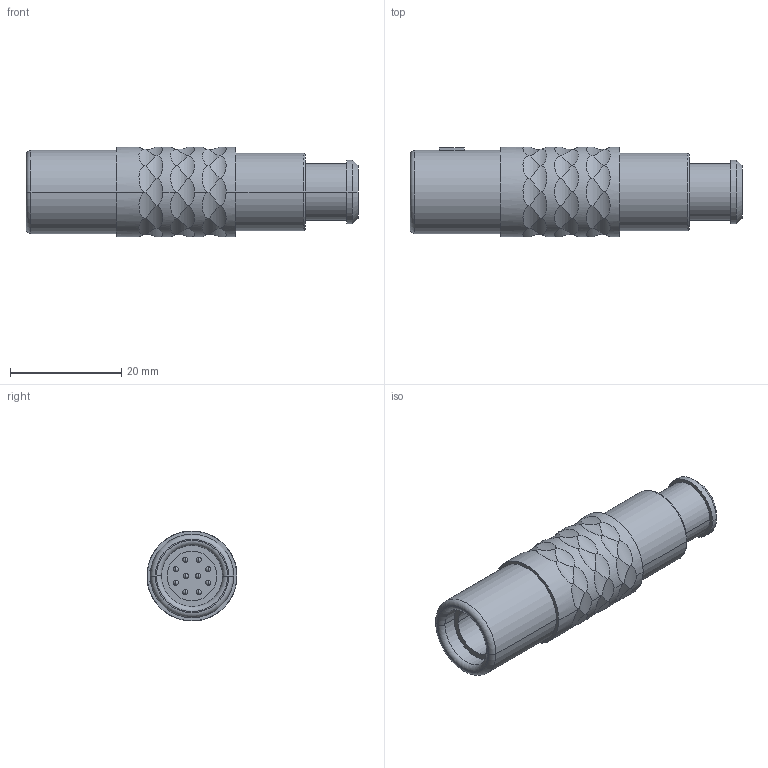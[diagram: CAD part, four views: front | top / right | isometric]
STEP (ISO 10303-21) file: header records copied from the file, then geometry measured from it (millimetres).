
FILE_DESCRIPTION((''),'2;1');
FILE_NAME('S22K0C-P10M','2013-01-30T',('rtrager'),(''),'PRO/ENGINEER BY PARAMETRIC TECHNOLOGY CORPORATION, 2010330','PRO/ENGINEER BY PARAMETRIC TECHNOLOGY CORPORATION, 2010330','');
FILE_SCHEMA(('CONFIG_CONTROL_DESIGN'));
Length unit declared in the file: millimetre
Products named in the file (1): S22K0C-P10M
Bounding box: 59.8 x 16.2 x 16.2 mm (x, y, z)
Volume: 6940.4 mm3; surface area: 4820.3 mm2
Topology: 1 solids, 1 shells, 258 faces, 673 edges, 426 vertices
Faces by surface type: cylinder 169, plane 42, sphere 20, torus 16, bspline 9, cone 2
Entity records: 10988 total; most frequent: CARTESIAN_POINT 5006, ORIENTED_EDGE 1306, DIRECTION 1149, EDGE_CURVE 653, AXIS2_PLACEMENT_3D 490, VERTEX_POINT 426, EDGE_LOOP 287, FACE_OUTER_BOUND 258
